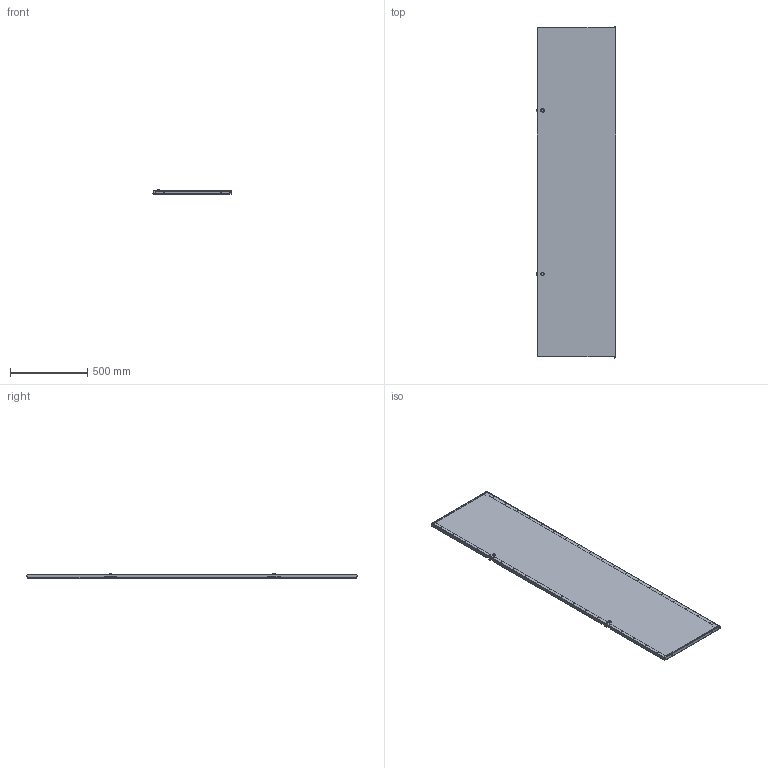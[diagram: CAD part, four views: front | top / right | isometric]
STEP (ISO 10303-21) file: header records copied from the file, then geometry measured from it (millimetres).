
FILE_DESCRIPTION (( 'STEP AP203' ), '1' );
FILE_NAME ('LE05-47U6X-DM.STEP', '2025-08-05T11:37:18', ( '' ), ( '' ), 'SwSTEP 2.0', 'SolidWorks 2022', '' );
FILE_SCHEMA (( 'CONFIG_CONTROL_DESIGN' ));
Length unit declared in the file: millimetre
Products named in the file (1): LE05-47U6X-DM
Bounding box: 511 x 2142.89 x 26.5 mm (x, y, z)
Surface area: 2544448.6 mm2 (no closed solid volume)
Topology: 0 solids, 31 shells, 159 faces, 744 edges, 590 vertices
Faces by surface type: plane 83, cylinder 62, cone 10, sphere 4
Entity records: 7885 total; most frequent: CARTESIAN_POINT 1743, DIRECTION 1329, ORIENTED_EDGE 979, EDGE_CURVE 744, VERTEX_POINT 590, AXIS2_PLACEMENT_3D 466, LINE 397, VECTOR 397
